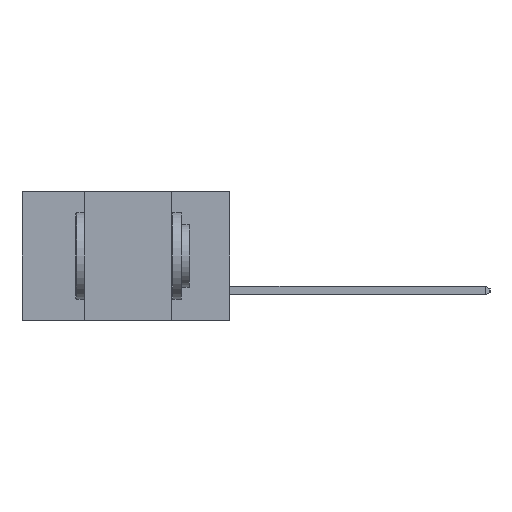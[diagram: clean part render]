
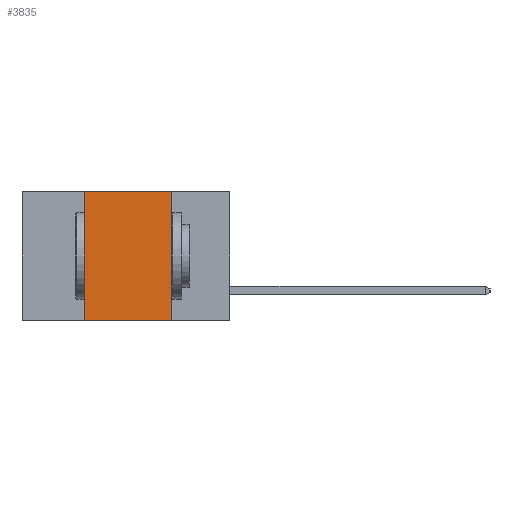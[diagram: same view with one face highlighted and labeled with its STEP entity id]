
A CAD part, left-side view. The second image highlights one B-rep face of the part: STEP entity #3835.
In plain terms, the highlighted planar face has unit normal (-1, 0, 0).
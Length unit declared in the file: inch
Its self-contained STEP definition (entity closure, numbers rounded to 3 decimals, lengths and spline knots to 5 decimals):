
#714 = VERTEX_POINT ( 'NONE', #17578 ) ;
#989 = CARTESIAN_POINT ( 'NONE',  ( 0., 0.6, 0. ) ) ;
#2178 = CARTESIAN_POINT ( 'NONE',  ( 0., 0.17, 0. ) ) ;
#3006 = ORIENTED_EDGE ( 'NONE', *, *, #16550, .F. ) ;
#3270 = DIRECTION ( 'NONE',  ( 0., 0., -1. ) ) ;
#3304 = DIRECTION ( 'NONE',  ( 1., 0., 0. ) ) ;
#3412 = PLANE ( 'NONE',  #11795 ) ;
#3574 = CARTESIAN_POINT ( 'NONE',  ( 0., 0.6, 0. ) ) ;
#3656 = EDGE_CURVE ( 'NONE', #714, #12364, #12740, .T. ) ;
#3835 = ADVANCED_FACE ( 'NONE', ( #9020 ), #3412, .F. ) ;
#4839 = CARTESIAN_POINT ( 'NONE',  ( 0., 0.42, -0.37 ) ) ;
#4929 = ORIENTED_EDGE ( 'NONE', *, *, #3656, .T. ) ;
#6271 = EDGE_LOOP ( 'NONE', ( #7403, #3006, #14831, #4929 ) ) ;
#6680 = DIRECTION ( 'NONE',  ( 0., 0., -1. ) ) ;
#6880 = DIRECTION ( 'NONE',  ( 0., 0., 1. ) ) ;
#6930 = CARTESIAN_POINT ( 'NONE',  ( 0., 0.17, -0.37 ) ) ;
#7403 = ORIENTED_EDGE ( 'NONE', *, *, #8510, .F. ) ;
#7452 = DIRECTION ( 'NONE',  ( 0., -1., 0. ) ) ;
#7789 = CARTESIAN_POINT ( 'NONE',  ( 0., 0.6, -0.37 ) ) ;
#7960 = CARTESIAN_POINT ( 'NONE',  ( 0., 0.42, 0. ) ) ;
#8234 = LINE ( 'NONE', #4839, #23113 ) ;
#8510 = EDGE_CURVE ( 'NONE', #25232, #12364, #8691, .T. ) ;
#8691 = LINE ( 'NONE', #6930, #22961 ) ;
#8823 = VERTEX_POINT ( 'NONE', #7960 ) ;
#8905 = VECTOR ( 'NONE', #12961, 39.37008 ) ;
#9020 = FACE_OUTER_BOUND ( 'NONE', #6271, .T. ) ;
#11795 = AXIS2_PLACEMENT_3D ( 'NONE', #3574, #3304, #3270 ) ;
#12364 = VERTEX_POINT ( 'NONE', #14164 ) ;
#12740 = LINE ( 'NONE', #7789, #17328 ) ;
#12961 = DIRECTION ( 'NONE',  ( 0., -1., 0. ) ) ;
#13502 = LINE ( 'NONE', #989, #8905 ) ;
#14164 = CARTESIAN_POINT ( 'NONE',  ( 0., 0.17, -0.37 ) ) ;
#14831 = ORIENTED_EDGE ( 'NONE', *, *, #24814, .F. ) ;
#16550 = EDGE_CURVE ( 'NONE', #8823, #25232, #13502, .T. ) ;
#17328 = VECTOR ( 'NONE', #7452, 39.37008 ) ;
#17578 = CARTESIAN_POINT ( 'NONE',  ( 0., 0.42, -0.37 ) ) ;
#22961 = VECTOR ( 'NONE', #6680, 39.37008 ) ;
#23113 = VECTOR ( 'NONE', #6880, 39.37008 ) ;
#24814 = EDGE_CURVE ( 'NONE', #714, #8823, #8234, .T. ) ;
#25232 = VERTEX_POINT ( 'NONE', #2178 ) ;
